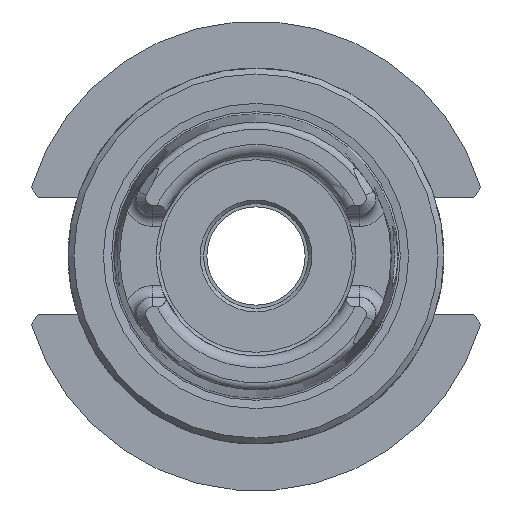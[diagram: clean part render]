
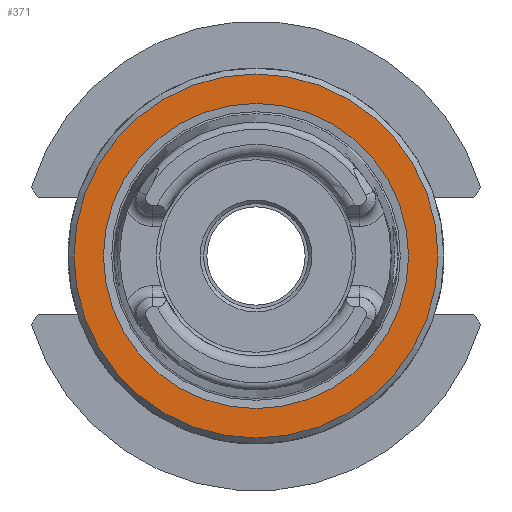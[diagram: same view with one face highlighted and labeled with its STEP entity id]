
A CAD part, left-side view. The second image highlights one B-rep face of the part: STEP entity #371.
In plain terms, the highlighted planar face has unit normal (-1, 0, 0).
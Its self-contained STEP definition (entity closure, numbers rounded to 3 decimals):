
#371 = ADVANCED_FACE( '', ( #844, #845 ), #846, .T. );
#844 = FACE_OUTER_BOUND( '', #1438, .T. );
#845 = FACE_BOUND( '', #1439, .T. );
#846 = PLANE( '', #1440 );
#1438 = EDGE_LOOP( '', ( #2519 ) );
#1439 = EDGE_LOOP( '', ( #2520 ) );
#1440 = AXIS2_PLACEMENT_3D( '', #2521, #2522, #2523 );
#2519 = ORIENTED_EDGE( '', *, *, #3261, .T. );
#2520 = ORIENTED_EDGE( '', *, *, #3288, .F. );
#2521 = CARTESIAN_POINT( '', ( 0., 0., 12.99 ) );
#2522 = DIRECTION( '', ( -1., 0., 0. ) );
#2523 = DIRECTION( '', ( 0., 0., 1. ) );
#3261 = EDGE_CURVE( '', #3890, #3890, #3891, .T. );
#3288 = EDGE_CURVE( '', #3939, #3939, #3940, .T. );
#3890 = VERTEX_POINT( '', #4922 );
#3891 = CIRCLE( '', #4923, 15.5 );
#3939 = VERTEX_POINT( '', #5031 );
#3940 = CIRCLE( '', #5032, 12.99 );
#4922 = CARTESIAN_POINT( '', ( 0., 0., 15.5 ) );
#4923 = AXIS2_PLACEMENT_3D( '', #6824, #6825, #6826 );
#5031 = CARTESIAN_POINT( '', ( 0., 0., 12.99 ) );
#5032 = AXIS2_PLACEMENT_3D( '', #6856, #6857, #6858 );
#6824 = CARTESIAN_POINT( '', ( 0., 0., 0. ) );
#6825 = DIRECTION( '', ( -1., 0., 0. ) );
#6826 = DIRECTION( '', ( 0., 0., 1. ) );
#6856 = CARTESIAN_POINT( '', ( 0., 0., 0. ) );
#6857 = DIRECTION( '', ( -1., 0., 0. ) );
#6858 = DIRECTION( '', ( 0., 0., 1. ) );
